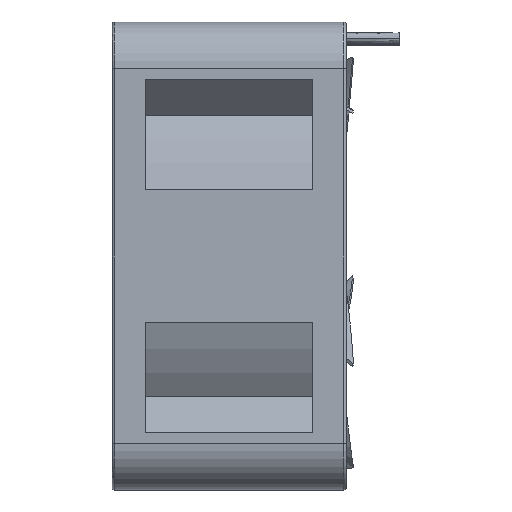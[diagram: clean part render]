
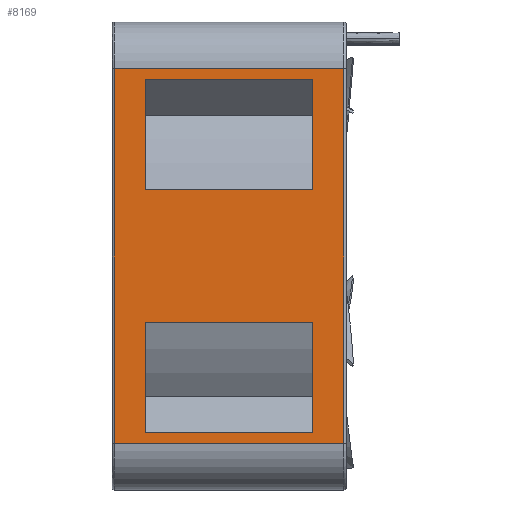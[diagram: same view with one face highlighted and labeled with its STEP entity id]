
A CAD part, left-side view. The second image highlights one B-rep face of the part: STEP entity #8169.
In plain terms, the highlighted planar face has unit normal (-1, 0, 0).
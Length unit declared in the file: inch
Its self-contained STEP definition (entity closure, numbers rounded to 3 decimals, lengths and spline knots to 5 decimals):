
#153 = EDGE_CURVE ( 'NONE', #9961, #1959, #8333, .T. ) ;
#177 = VERTEX_POINT ( 'NONE', #738 ) ;
#202 = ORIENTED_EDGE ( 'NONE', *, *, #4346, .T. ) ;
#305 = CARTESIAN_POINT ( 'NONE',  ( -0.7874, 0.43957, 0.22493 ) ) ;
#322 = VECTOR ( 'NONE', #4611, 39.37008 ) ;
#373 = AXIS2_PLACEMENT_3D ( 'NONE', #6354, #4068, #13361 ) ;
#738 = CARTESIAN_POINT ( 'NONE',  ( -0.7874, 0.2815, -0.59253 ) ) ;
#867 = ORIENTED_EDGE ( 'NONE', *, *, #7376, .T. ) ;
#964 = ORIENTED_EDGE ( 'NONE', *, *, #9931, .T. ) ;
#1076 = LINE ( 'NONE', #2623, #322 ) ;
#1089 = ORIENTED_EDGE ( 'NONE', *, *, #3088, .T. ) ;
#1259 = ORIENTED_EDGE ( 'NONE', *, *, #4632, .T. ) ;
#1274 = LINE ( 'NONE', #6923, #2299 ) ;
#1321 = VERTEX_POINT ( 'NONE', #12852 ) ;
#1411 = LINE ( 'NONE', #7290, #1928 ) ;
#1559 = VERTEX_POINT ( 'NONE', #4968 ) ;
#1710 = FACE_BOUND ( 'NONE', #11047, .T. ) ;
#1861 = EDGE_CURVE ( 'NONE', #15069, #9961, #10287, .T. ) ;
#1865 = CARTESIAN_POINT ( 'NONE',  ( -0.7874, 0.38583, -0.62992 ) ) ;
#1928 = VECTOR ( 'NONE', #6070, 39.37008 ) ;
#1959 = VERTEX_POINT ( 'NONE', #4570 ) ;
#2274 = CARTESIAN_POINT ( 'NONE',  ( -0.7874, -0.2815, -0.62992 ) ) ;
#2299 = VECTOR ( 'NONE', #4793, 39.37008 ) ;
#2409 = EDGE_CURVE ( 'NONE', #1559, #1321, #1076, .T. ) ;
#2479 = VERTEX_POINT ( 'NONE', #10557 ) ;
#2575 = CARTESIAN_POINT ( 'NONE',  ( -0.7874, -0.2815, 0.22493 ) ) ;
#2589 = ORIENTED_EDGE ( 'NONE', *, *, #9640, .F. ) ;
#2623 = CARTESIAN_POINT ( 'NONE',  ( -0.7874, 0.72562, 0.59253 ) ) ;
#2857 = CARTESIAN_POINT ( 'NONE',  ( -0.7874, 0.2815, -0.62992 ) ) ;
#2863 = VECTOR ( 'NONE', #14198, 39.37008 ) ;
#3088 = EDGE_CURVE ( 'NONE', #14357, #11319, #10772, .T. ) ;
#3966 = LINE ( 'NONE', #8630, #11825 ) ;
#4068 = DIRECTION ( 'NONE',  ( 1., 0., 0. ) ) ;
#4111 = VERTEX_POINT ( 'NONE', #9470 ) ;
#4346 = EDGE_CURVE ( 'NONE', #11319, #1559, #3966, .T. ) ;
#4498 = LINE ( 'NONE', #2274, #9642 ) ;
#4570 = CARTESIAN_POINT ( 'NONE',  ( -0.7874, -0.38583, 0.62992 ) ) ;
#4611 = DIRECTION ( 'NONE',  ( 0., -1., 0. ) ) ;
#4632 = EDGE_CURVE ( 'NONE', #5470, #2479, #14007, .T. ) ;
#4793 = DIRECTION ( 'NONE',  ( 0., -1., 0. ) ) ;
#4837 = CARTESIAN_POINT ( 'NONE',  ( -0.7874, -0.38583, 0.62992 ) ) ;
#4958 = DIRECTION ( 'NONE',  ( 0., -1., 0. ) ) ;
#4968 = CARTESIAN_POINT ( 'NONE',  ( -0.7874, 0.2815, 0.59253 ) ) ;
#5074 = EDGE_LOOP ( 'NONE', ( #202, #15021, #13092, #1089 ) ) ;
#5438 = FACE_OUTER_BOUND ( 'NONE', #13160, .T. ) ;
#5470 = VERTEX_POINT ( 'NONE', #12992 ) ;
#5475 = ORIENTED_EDGE ( 'NONE', *, *, #153, .T. ) ;
#6070 = DIRECTION ( 'NONE',  ( 0., 0., -1. ) ) ;
#6273 = EDGE_CURVE ( 'NONE', #14742, #1959, #1274, .T. ) ;
#6354 = CARTESIAN_POINT ( 'NONE',  ( -0.7874, 0.3937, -0.62992 ) ) ;
#6923 = CARTESIAN_POINT ( 'NONE',  ( -0.7874, 0.3937, 0.62992 ) ) ;
#7018 = CARTESIAN_POINT ( 'NONE',  ( -0.7874, 0.43957, -0.22493 ) ) ;
#7285 = CARTESIAN_POINT ( 'NONE',  ( -0.7874, 0.72562, -0.59253 ) ) ;
#7290 = CARTESIAN_POINT ( 'NONE',  ( -0.7874, 0.38583, -0.62992 ) ) ;
#7369 = ORIENTED_EDGE ( 'NONE', *, *, #1861, .T. ) ;
#7376 = EDGE_CURVE ( 'NONE', #2479, #4111, #4498, .T. ) ;
#7959 = VECTOR ( 'NONE', #8731, 39.37008 ) ;
#8169 = ADVANCED_FACE ( 'NONE', ( #1710, #5438, #12228 ), #8950, .F. ) ;
#8333 = LINE ( 'NONE', #4837, #9800 ) ;
#8630 = CARTESIAN_POINT ( 'NONE',  ( -0.7874, 0.2815, -0.62992 ) ) ;
#8731 = DIRECTION ( 'NONE',  ( 0., 0., 1. ) ) ;
#8829 = CARTESIAN_POINT ( 'NONE',  ( -0.7874, 0.38583, 0.62992 ) ) ;
#8885 = ORIENTED_EDGE ( 'NONE', *, *, #6273, .F. ) ;
#8950 = PLANE ( 'NONE',  #373 ) ;
#9470 = CARTESIAN_POINT ( 'NONE',  ( -0.7874, -0.2815, -0.59253 ) ) ;
#9640 = EDGE_CURVE ( 'NONE', #177, #4111, #14422, .T. ) ;
#9642 = VECTOR ( 'NONE', #10371, 39.37008 ) ;
#9800 = VECTOR ( 'NONE', #10632, 39.37008 ) ;
#9931 = EDGE_CURVE ( 'NONE', #177, #5470, #13295, .T. ) ;
#9961 = VERTEX_POINT ( 'NONE', #11312 ) ;
#10085 = CARTESIAN_POINT ( 'NONE',  ( -0.7874, 0.2815, 0.22493 ) ) ;
#10287 = LINE ( 'NONE', #13627, #14897 ) ;
#10371 = DIRECTION ( 'NONE',  ( 0., 0., -1. ) ) ;
#10557 = CARTESIAN_POINT ( 'NONE',  ( -0.7874, -0.2815, -0.22493 ) ) ;
#10632 = DIRECTION ( 'NONE',  ( 0., 0., 1. ) ) ;
#10772 = LINE ( 'NONE', #305, #12040 ) ;
#10851 = DIRECTION ( 'NONE',  ( 0., 1., 0. ) ) ;
#10944 = DIRECTION ( 'NONE',  ( 0., -1., 0. ) ) ;
#11047 = EDGE_LOOP ( 'NONE', ( #867, #2589, #964, #1259 ) ) ;
#11070 = EDGE_CURVE ( 'NONE', #1321, #14357, #12998, .T. ) ;
#11312 = CARTESIAN_POINT ( 'NONE',  ( -0.7874, -0.38583, -0.62992 ) ) ;
#11319 = VERTEX_POINT ( 'NONE', #10085 ) ;
#11598 = VECTOR ( 'NONE', #10944, 39.37008 ) ;
#11671 = ORIENTED_EDGE ( 'NONE', *, *, #11993, .T. ) ;
#11825 = VECTOR ( 'NONE', #14325, 39.37008 ) ;
#11993 = EDGE_CURVE ( 'NONE', #14742, #15069, #1411, .T. ) ;
#12040 = VECTOR ( 'NONE', #10851, 39.37008 ) ;
#12228 = FACE_BOUND ( 'NONE', #5074, .T. ) ;
#12852 = CARTESIAN_POINT ( 'NONE',  ( -0.7874, -0.2815, 0.59253 ) ) ;
#12992 = CARTESIAN_POINT ( 'NONE',  ( -0.7874, 0.2815, -0.22493 ) ) ;
#12998 = LINE ( 'NONE', #13906, #2863 ) ;
#13092 = ORIENTED_EDGE ( 'NONE', *, *, #11070, .T. ) ;
#13160 = EDGE_LOOP ( 'NONE', ( #7369, #5475, #8885, #11671 ) ) ;
#13295 = LINE ( 'NONE', #2857, #7959 ) ;
#13361 = DIRECTION ( 'NONE',  ( 0., 0., -1. ) ) ;
#13627 = CARTESIAN_POINT ( 'NONE',  ( -0.7874, 0.3937, -0.62992 ) ) ;
#13906 = CARTESIAN_POINT ( 'NONE',  ( -0.7874, -0.2815, -0.62992 ) ) ;
#14007 = LINE ( 'NONE', #7018, #14481 ) ;
#14198 = DIRECTION ( 'NONE',  ( 0., 0., -1. ) ) ;
#14325 = DIRECTION ( 'NONE',  ( 0., 0., 1. ) ) ;
#14357 = VERTEX_POINT ( 'NONE', #2575 ) ;
#14422 = LINE ( 'NONE', #7285, #11598 ) ;
#14481 = VECTOR ( 'NONE', #4958, 39.37008 ) ;
#14742 = VERTEX_POINT ( 'NONE', #8829 ) ;
#14897 = VECTOR ( 'NONE', #14898, 39.37008 ) ;
#14898 = DIRECTION ( 'NONE',  ( 0., -1., 0. ) ) ;
#15021 = ORIENTED_EDGE ( 'NONE', *, *, #2409, .T. ) ;
#15069 = VERTEX_POINT ( 'NONE', #1865 ) ;
